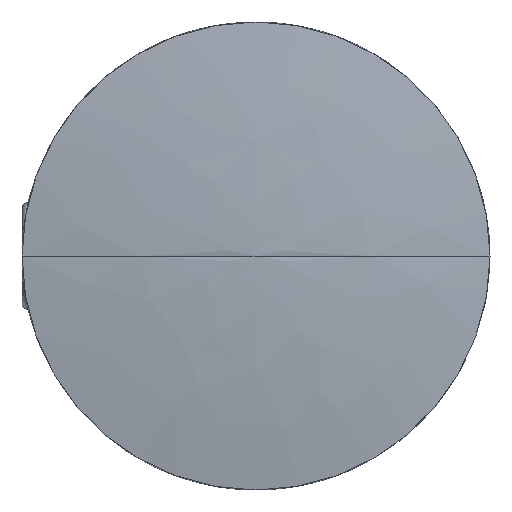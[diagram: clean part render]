
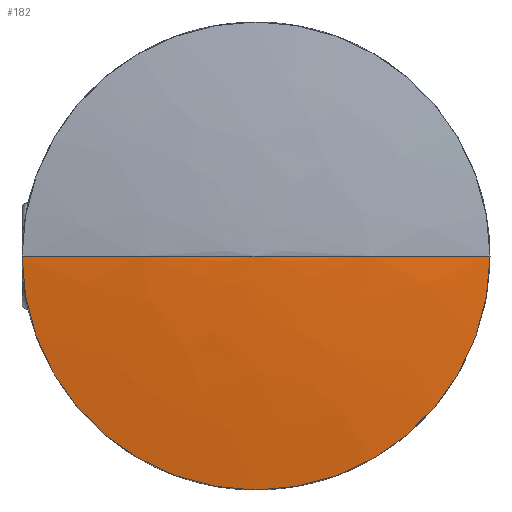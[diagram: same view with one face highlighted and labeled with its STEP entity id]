
A CAD part, left-side view. The second image highlights one B-rep face of the part: STEP entity #182.
In plain terms, the highlighted free-form (B-spline) face has degree [2, 3] with [3, 4] control points.
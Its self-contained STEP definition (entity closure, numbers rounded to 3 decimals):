
#28 = CARTESIAN_POINT ( 'NONE',  ( -70.753, 0., 0. ) ) ;
#182 = ADVANCED_FACE ( 'NONE', ( #1882 ), #6767, .F. ) ;
#227 = EDGE_CURVE ( 'NONE', #2723, #4260, #6261, .T. ) ;
#374 = CARTESIAN_POINT ( 'NONE',  ( -70.773, 5.274, 0. ) ) ;
#708 = ORIENTED_EDGE ( 'NONE', *, *, #709, .T. ) ;
#709 = EDGE_CURVE ( 'NONE', #5995, #1405, #4860, .T. ) ;
#791 = CIRCLE ( 'NONE', #5646, 11. ) ;
#853 = CARTESIAN_POINT ( 'NONE',  ( -70.753, 0., 0. ) ) ;
#928 = CARTESIAN_POINT ( 'NONE',  ( -70.753, 0., 0. ) ) ;
#962 = CARTESIAN_POINT ( 'NONE',  ( -69.926, 11., 0. ) ) ;
#997 = CARTESIAN_POINT ( 'NONE',  ( -69.926, 0., 0. ) ) ;
#1273 = CARTESIAN_POINT ( 'NONE',  ( -70.773, -5.274, 0. ) ) ;
#1375 = CARTESIAN_POINT ( 'NONE',  ( -69.926, 0., 0. ) ) ;
#1405 = VERTEX_POINT ( 'NONE', #4533 ) ;
#1847 = CARTESIAN_POINT ( 'NONE',  ( -70.753, 0., 0. ) ) ;
#1881 = DIRECTION ( 'NONE',  ( -1., 0., 0. ) ) ;
#1882 = FACE_OUTER_BOUND ( 'NONE', #5058, .T. ) ;
#1915 = CARTESIAN_POINT ( 'NONE',  ( -69.926, -11., 0. ) ) ;
#1916 = CARTESIAN_POINT ( 'NONE',  ( -69.926, 11., 0. ) ) ;
#1926 = ORIENTED_EDGE ( 'NONE', *, *, #3103, .T. ) ;
#1930 = B_SPLINE_CURVE_WITH_KNOTS ( 'NONE', 2,
 ( #1915, #4505, #1847 ),
 .UNSPECIFIED., .F., .F.,
 ( 3, 3 ),
 ( 0., 1. ),
 .UNSPECIFIED. ) ;
#1951 = DIRECTION ( 'NONE',  ( 0., 0., 1. ) ) ;
#2542 = DIRECTION ( 'NONE',  ( 0., 0., 1. ) ) ;
#2723 = VERTEX_POINT ( 'NONE', #962 ) ;
#2824 = CARTESIAN_POINT ( 'NONE',  ( -69.926, 11., -22. ) ) ;
#2856 = CARTESIAN_POINT ( 'NONE',  ( -70.753, 0., 0. ) ) ;
#2962 = EDGE_CURVE ( 'NONE', #1405, #4260, #1930, .T. ) ;
#3103 = EDGE_CURVE ( 'NONE', #2723, #5995, #791, .T. ) ;
#3368 = ORIENTED_EDGE ( 'NONE', *, *, #2962, .T. ) ;
#3403 = CARTESIAN_POINT ( 'NONE',  ( -70.773, -5.274, -10.547 ) ) ;
#3476 = CARTESIAN_POINT ( 'NONE',  ( -70.773, 5.274, 0. ) ) ;
#3859 = CARTESIAN_POINT ( 'NONE',  ( -70.753, 0., 0. ) ) ;
#3861 = AXIS2_PLACEMENT_3D ( 'NONE', #997, #6165, #2542 ) ;
#3894 = CARTESIAN_POINT ( 'NONE',  ( -69.926, 11., 0. ) ) ;
#3993 = CARTESIAN_POINT ( 'NONE',  ( -69.926, -11., 0. ) ) ;
#4260 = VERTEX_POINT ( 'NONE', #28 ) ;
#4410 = CARTESIAN_POINT ( 'NONE',  ( -69.926, 0., -11. ) ) ;
#4441 = CARTESIAN_POINT ( 'NONE',  ( -69.926, -11., -22. ) ) ;
#4505 = CARTESIAN_POINT ( 'NONE',  ( -70.773, -5.274, 0. ) ) ;
#4533 = CARTESIAN_POINT ( 'NONE',  ( -69.926, -11., 0. ) ) ;
#4860 = CIRCLE ( 'NONE', #3861, 11. ) ;
#5058 = EDGE_LOOP ( 'NONE', ( #708, #3368, #5333, #1926 ) ) ;
#5333 = ORIENTED_EDGE ( 'NONE', *, *, #227, .F. ) ;
#5451 = CARTESIAN_POINT ( 'NONE',  ( -70.773, 5.274, -10.547 ) ) ;
#5587 = CARTESIAN_POINT ( 'NONE',  ( -70.753, 0., 0. ) ) ;
#5646 = AXIS2_PLACEMENT_3D ( 'NONE', #1375, #1881, #1951 ) ;
#5995 = VERTEX_POINT ( 'NONE', #4410 ) ;
#6165 = DIRECTION ( 'NONE',  ( -1., 0., 0. ) ) ;
#6261 = B_SPLINE_CURVE_WITH_KNOTS ( 'NONE', 2,
 ( #1916, #374, #928 ),
 .UNSPECIFIED., .F., .F.,
 ( 3, 3 ),
 ( 0., 1. ),
 .UNSPECIFIED. ) ;
#6767 =( BOUNDED_SURFACE ( )  B_SPLINE_SURFACE ( 2, 3, ( 
 ( #3894, #2824, #4441, #3993 ),
 ( #3476, #5451, #3403, #1273 ),
 ( #5587, #853, #2856, #3859 ) ),
 .UNSPECIFIED., .F., .F., .T. ) 
 B_SPLINE_SURFACE_WITH_KNOTS ( ( 3, 3 ),
 ( 4, 4 ),
 ( 0., 1. ),
 ( 0., 1. ),
 .UNSPECIFIED. ) 
 GEOMETRIC_REPRESENTATION_ITEM ( )  RATIONAL_B_SPLINE_SURFACE ( (
 ( 1., 0.333, 0.333, 1.),
 ( 1., 0.333, 0.333, 1.),
 ( 1., 0.333, 0.333, 1.) ) ) 
 REPRESENTATION_ITEM ( '' )  SURFACE ( )  );
